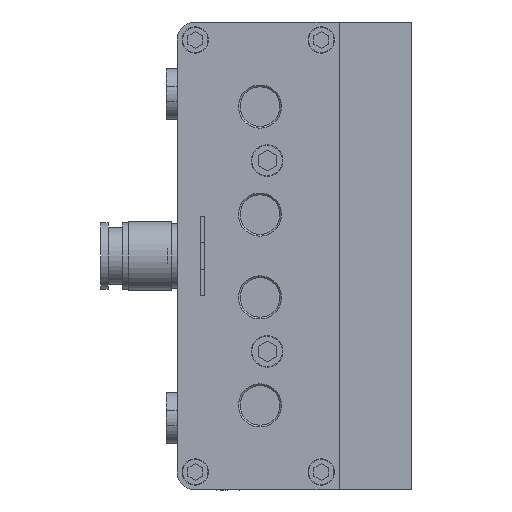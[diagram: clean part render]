
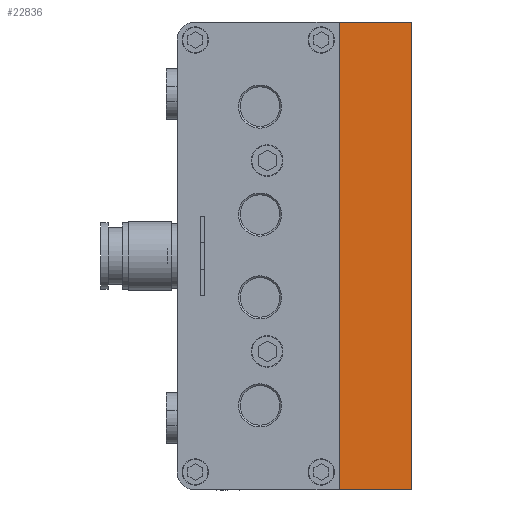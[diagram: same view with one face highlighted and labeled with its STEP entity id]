
A CAD part, left-side view. The second image highlights one B-rep face of the part: STEP entity #22836.
In plain terms, the highlighted planar face has unit normal (-1, 0, 0).
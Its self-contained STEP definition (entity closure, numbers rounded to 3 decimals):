
#1444 = EDGE_CURVE ( 'NONE', #34278, #6858, #10209, .T. ) ;
#2333 = ORIENTED_EDGE ( 'NONE', *, *, #1444, .F. ) ;
#3635 = DIRECTION ( 'NONE',  ( 1., 0., 0. ) ) ;
#6394 = CARTESIAN_POINT ( 'NONE',  ( -455., -20., -65. ) ) ;
#6408 = LINE ( 'NONE', #18171, #9346 ) ;
#6858 = VERTEX_POINT ( 'NONE', #37533 ) ;
#9346 = VECTOR ( 'NONE', #12667, 1000. ) ;
#9420 = VECTOR ( 'NONE', #33418, 1000. ) ;
#9762 = EDGE_CURVE ( 'NONE', #15210, #6858, #16140, .T. ) ;
#10209 = LINE ( 'NONE', #27688, #12283 ) ;
#12283 = VECTOR ( 'NONE', #30728, 1000. ) ;
#12667 = DIRECTION ( 'NONE',  ( 0., 1., 0. ) ) ;
#15205 = ORIENTED_EDGE ( 'NONE', *, *, #9762, .T. ) ;
#15210 = VERTEX_POINT ( 'NONE', #16782 ) ;
#15468 = CARTESIAN_POINT ( 'NONE',  ( -455., -20., 65. ) ) ;
#16140 = LINE ( 'NONE', #30572, #9420 ) ;
#16782 = CARTESIAN_POINT ( 'NONE',  ( -455., 0., 65. ) ) ;
#18171 = CARTESIAN_POINT ( 'NONE',  ( -455., -20., 65. ) ) ;
#19767 = EDGE_CURVE ( 'NONE', #33300, #34278, #23450, .T. ) ;
#21286 = CARTESIAN_POINT ( 'NONE',  ( -455., -20., 65. ) ) ;
#21493 = ORIENTED_EDGE ( 'NONE', *, *, #33106, .T. ) ;
#22836 = ADVANCED_FACE ( 'NONE', ( #29650 ), #35905, .F. ) ;
#23142 = VECTOR ( 'NONE', #27054, 1000. ) ;
#23450 = LINE ( 'NONE', #15468, #23142 ) ;
#23578 = ORIENTED_EDGE ( 'NONE', *, *, #19767, .F. ) ;
#24131 = DIRECTION ( 'NONE',  ( 0., 0., -1. ) ) ;
#27054 = DIRECTION ( 'NONE',  ( 0., 0., -1. ) ) ;
#27688 = CARTESIAN_POINT ( 'NONE',  ( -455., -20., -65. ) ) ;
#29351 = CARTESIAN_POINT ( 'NONE',  ( -455., -20., 65. ) ) ;
#29650 = FACE_OUTER_BOUND ( 'NONE', #32140, .T. ) ;
#30572 = CARTESIAN_POINT ( 'NONE',  ( -455., 0., 65. ) ) ;
#30728 = DIRECTION ( 'NONE',  ( 0., 1., 0. ) ) ;
#32140 = EDGE_LOOP ( 'NONE', ( #15205, #2333, #23578, #21493 ) ) ;
#33106 = EDGE_CURVE ( 'NONE', #33300, #15210, #6408, .T. ) ;
#33300 = VERTEX_POINT ( 'NONE', #29351 ) ;
#33418 = DIRECTION ( 'NONE',  ( 0., 0., -1. ) ) ;
#34170 = AXIS2_PLACEMENT_3D ( 'NONE', #21286, #3635, #24131 ) ;
#34278 = VERTEX_POINT ( 'NONE', #6394 ) ;
#35905 = PLANE ( 'NONE',  #34170 ) ;
#37533 = CARTESIAN_POINT ( 'NONE',  ( -455., 0., -65. ) ) ;
